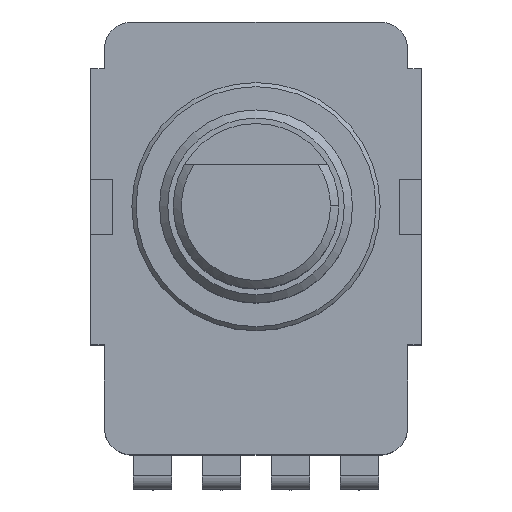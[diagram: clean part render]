
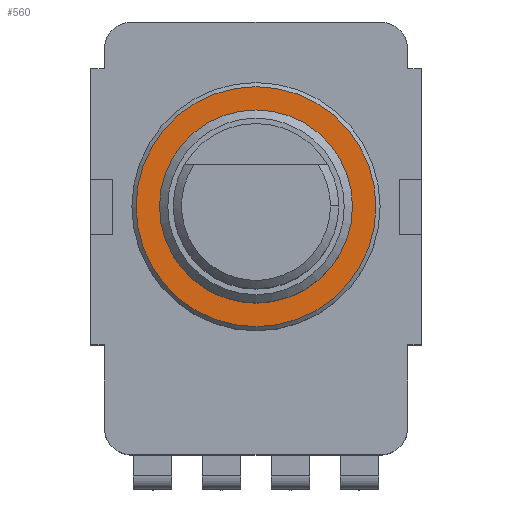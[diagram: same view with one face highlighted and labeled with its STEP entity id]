
A CAD part, top view. The second image highlights one B-rep face of the part: STEP entity #560.
In plain terms, the highlighted planar face has unit normal (0, 0, 1).
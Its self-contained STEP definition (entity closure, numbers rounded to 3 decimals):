
#492 = CYLINDRICAL_SURFACE('',#493,3.5);
#493 = AXIS2_PLACEMENT_3D('',#494,#495,#496);
#494 = CARTESIAN_POINT('',(0.,0.,7.6));
#495 = DIRECTION('',(-0.,-0.,-1.));
#496 = DIRECTION('',(1.,0.,0.));
#510 = VERTEX_POINT('',#511);
#511 = CARTESIAN_POINT('',(3.5,0.,7.6));
#534 = EDGE_CURVE('',#510,#510,#535,.T.);
#535 = SURFACE_CURVE('',#536,(#541,#548),.PCURVE_S1.);
#536 = CIRCLE('',#537,3.5);
#537 = AXIS2_PLACEMENT_3D('',#538,#539,#540);
#538 = CARTESIAN_POINT('',(0.,0.,7.6));
#539 = DIRECTION('',(0.,0.,1.));
#540 = DIRECTION('',(1.,0.,0.));
#541 = PCURVE('',#492,#542);
#542 = DEFINITIONAL_REPRESENTATION('',(#543),#547);
#543 = LINE('',#544,#545);
#544 = CARTESIAN_POINT('',(-0.,0.));
#545 = VECTOR('',#546,1.);
#546 = DIRECTION('',(-1.,0.));
#547 = ( GEOMETRIC_REPRESENTATION_CONTEXT(2) 
PARAMETRIC_REPRESENTATION_CONTEXT() REPRESENTATION_CONTEXT('2D SPACE',''
  ) );
#548 = PCURVE('',#549,#554);
#549 = PLANE('',#550);
#550 = AXIS2_PLACEMENT_3D('',#551,#552,#553);
#551 = CARTESIAN_POINT('',(0.,0.,7.6));
#552 = DIRECTION('',(0.,0.,1.));
#553 = DIRECTION('',(1.,0.,0.));
#554 = DEFINITIONAL_REPRESENTATION('',(#555),#559);
#555 = CIRCLE('',#556,3.5);
#556 = AXIS2_PLACEMENT_2D('',#557,#558);
#557 = CARTESIAN_POINT('',(0.,0.));
#558 = DIRECTION('',(1.,0.));
#559 = ( GEOMETRIC_REPRESENTATION_CONTEXT(2) 
PARAMETRIC_REPRESENTATION_CONTEXT() REPRESENTATION_CONTEXT('2D SPACE',''
  ) );
#560 = ADVANCED_FACE('',(#561,#592),#549,.T.);
#561 = FACE_BOUND('',#562,.T.);
#562 = EDGE_LOOP('',(#563));
#563 = ORIENTED_EDGE('',*,*,#564,.T.);
#564 = EDGE_CURVE('',#565,#565,#567,.T.);
#565 = VERTEX_POINT('',#566);
#566 = CARTESIAN_POINT('',(4.35,0.,7.6));
#567 = SURFACE_CURVE('',#568,(#573,#580),.PCURVE_S1.);
#568 = CIRCLE('',#569,4.35);
#569 = AXIS2_PLACEMENT_3D('',#570,#571,#572);
#570 = CARTESIAN_POINT('',(0.,0.,7.6));
#571 = DIRECTION('',(0.,0.,1.));
#572 = DIRECTION('',(1.,0.,0.));
#573 = PCURVE('',#549,#574);
#574 = DEFINITIONAL_REPRESENTATION('',(#575),#579);
#575 = CIRCLE('',#576,4.35);
#576 = AXIS2_PLACEMENT_2D('',#577,#578);
#577 = CARTESIAN_POINT('',(0.,0.));
#578 = DIRECTION('',(1.,0.));
#579 = ( GEOMETRIC_REPRESENTATION_CONTEXT(2) 
PARAMETRIC_REPRESENTATION_CONTEXT() REPRESENTATION_CONTEXT('2D SPACE',''
  ) );
#580 = PCURVE('',#581,#586);
#581 = CONICAL_SURFACE('',#582,4.5,0.785);
#582 = AXIS2_PLACEMENT_3D('',#583,#584,#585);
#583 = CARTESIAN_POINT('',(0.,0.,7.45));
#584 = DIRECTION('',(-0.,-0.,-1.));
#585 = DIRECTION('',(1.,0.,0.));
#586 = DEFINITIONAL_REPRESENTATION('',(#587),#591);
#587 = LINE('',#588,#589);
#588 = CARTESIAN_POINT('',(-0.,-0.15));
#589 = VECTOR('',#590,1.);
#590 = DIRECTION('',(-1.,0.));
#591 = ( GEOMETRIC_REPRESENTATION_CONTEXT(2) 
PARAMETRIC_REPRESENTATION_CONTEXT() REPRESENTATION_CONTEXT('2D SPACE',''
  ) );
#592 = FACE_BOUND('',#593,.T.);
#593 = EDGE_LOOP('',(#594));
#594 = ORIENTED_EDGE('',*,*,#534,.F.);
